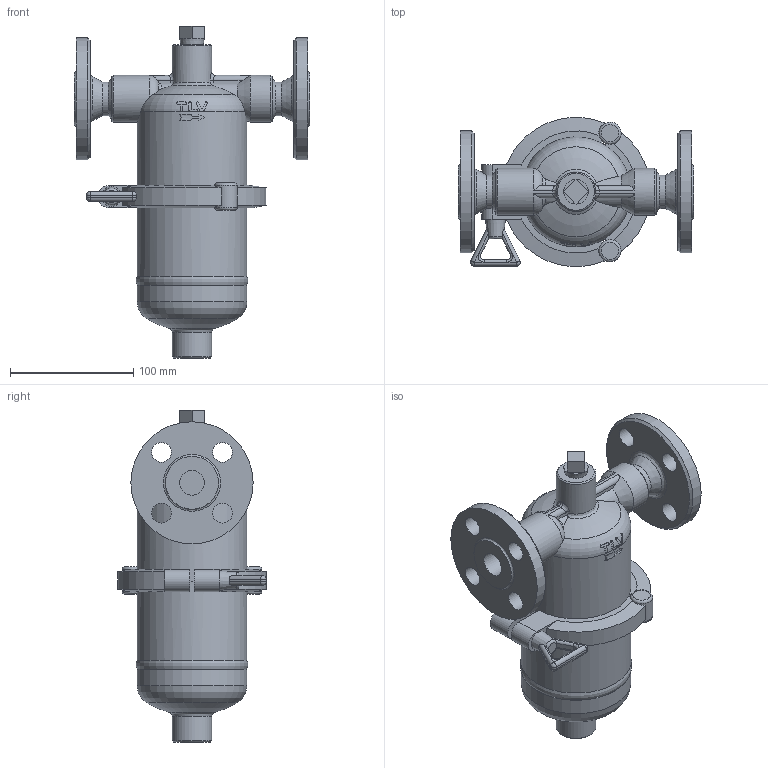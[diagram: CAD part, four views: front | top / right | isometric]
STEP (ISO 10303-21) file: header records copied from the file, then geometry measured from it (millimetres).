
FILE_DESCRIPTION((''),'2;1');
FILE_NAME('sf100-020-a0150-00.stp','2010-07-16T15:58:06',('nakaot'),(''),'Autodesk Inventor 2008','Autodesk Inventor 2008','');
FILE_SCHEMA(('AUTOMOTIVE_DESIGN { 1 0 10303 214 1 1 1 1 }'));
Length unit declared in the file: millimetre
Products named in the file (1): sf100-020-a0150-00
Bounding box: 191 x 120.62 x 269 mm (x, y, z)
Volume: 1543279.3 mm3; surface area: 136480.6 mm2
Topology: 1 solids, 1 shells, 227 faces, 576 edges, 352 vertices
Faces by surface type: plane 80, cylinder 64, bspline 42, cone 18, torus 16, sphere 7
Full cylindrical faces by diameter (mm): 16 x4, 20 x1, 27.2 x1, 32 x2, 38 x2, 80 x1, 89 x3, 99 x1
Entity records: 8876 total; most frequent: CARTESIAN_POINT 3935, ORIENTED_EDGE 1002, DIRECTION 968, EDGE_CURVE 501, AXIS2_PLACEMENT_3D 401, VERTEX_POINT 332, EDGE_LOOP 311, FACE_OUTER_BOUND 227
